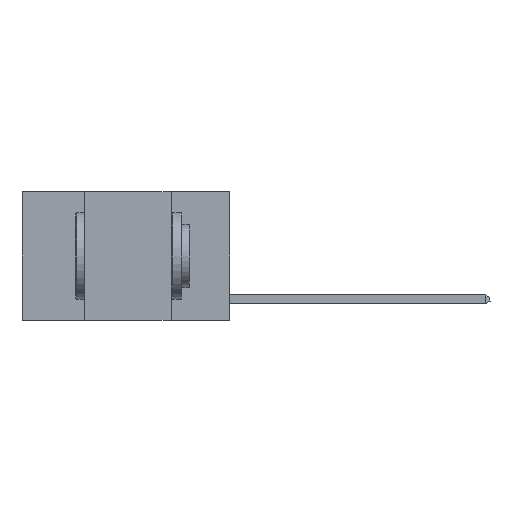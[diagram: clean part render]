
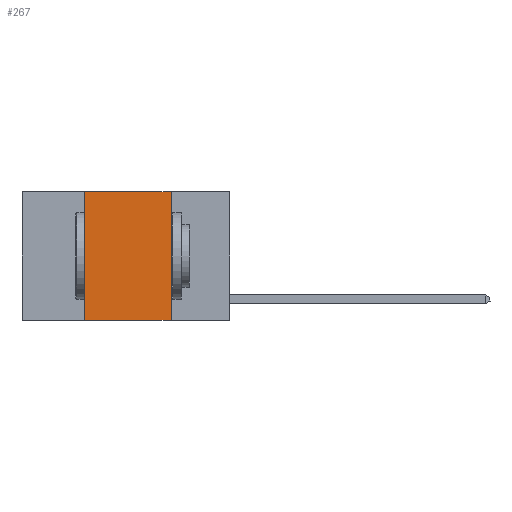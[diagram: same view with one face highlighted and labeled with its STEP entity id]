
A CAD part, left-side view. The second image highlights one B-rep face of the part: STEP entity #267.
In plain terms, the highlighted planar face has unit normal (-1, 0, 0).
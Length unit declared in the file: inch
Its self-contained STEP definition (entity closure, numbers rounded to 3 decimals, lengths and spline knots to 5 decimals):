
#46 = AXIS2_PLACEMENT_3D ( 'NONE', #8346, #10788, #8181 ) ;
#267 = ADVANCED_FACE ( 'NONE', ( #9143 ), #10056, .F. ) ;
#620 = VECTOR ( 'NONE', #2175, 39.37008 ) ;
#799 = EDGE_CURVE ( 'NONE', #5151, #9709, #1483, .T. ) ;
#1483 = LINE ( 'NONE', #11052, #5742 ) ;
#1975 = ORIENTED_EDGE ( 'NONE', *, *, #799, .F. ) ;
#2023 = VERTEX_POINT ( 'NONE', #11233 ) ;
#2175 = DIRECTION ( 'NONE',  ( 0., 0., -1. ) ) ;
#2280 = VECTOR ( 'NONE', #9454, 39.37008 ) ;
#3098 = CARTESIAN_POINT ( 'NONE',  ( 0., 0.17, -0.37 ) ) ;
#3222 = DIRECTION ( 'NONE',  ( 0., 0., 1. ) ) ;
#3955 = EDGE_LOOP ( 'NONE', ( #9915, #8857, #1975, #4035 ) ) ;
#4035 = ORIENTED_EDGE ( 'NONE', *, *, #10052, .T. ) ;
#4066 = LINE ( 'NONE', #10976, #620 ) ;
#4316 = LINE ( 'NONE', #7796, #2280 ) ;
#4330 = EDGE_CURVE ( 'NONE', #2023, #9901, #4066, .T. ) ;
#5146 = LINE ( 'NONE', #6057, #5786 ) ;
#5151 = VERTEX_POINT ( 'NONE', #10894 ) ;
#5742 = VECTOR ( 'NONE', #3222, 39.37008 ) ;
#5786 = VECTOR ( 'NONE', #8647, 39.37008 ) ;
#6057 = CARTESIAN_POINT ( 'NONE',  ( 0., 0.6, -0.37 ) ) ;
#7796 = CARTESIAN_POINT ( 'NONE',  ( 0., 0.6, 0. ) ) ;
#8149 = CARTESIAN_POINT ( 'NONE',  ( 0., 0.42, 0. ) ) ;
#8181 = DIRECTION ( 'NONE',  ( 0., 0., -1. ) ) ;
#8346 = CARTESIAN_POINT ( 'NONE',  ( 0., 0.6, 0. ) ) ;
#8399 = EDGE_CURVE ( 'NONE', #9709, #2023, #4316, .T. ) ;
#8647 = DIRECTION ( 'NONE',  ( 0., -1., 0. ) ) ;
#8857 = ORIENTED_EDGE ( 'NONE', *, *, #8399, .F. ) ;
#9143 = FACE_OUTER_BOUND ( 'NONE', #3955, .T. ) ;
#9454 = DIRECTION ( 'NONE',  ( 0., -1., 0. ) ) ;
#9709 = VERTEX_POINT ( 'NONE', #8149 ) ;
#9901 = VERTEX_POINT ( 'NONE', #3098 ) ;
#9915 = ORIENTED_EDGE ( 'NONE', *, *, #4330, .F. ) ;
#10052 = EDGE_CURVE ( 'NONE', #5151, #9901, #5146, .T. ) ;
#10056 = PLANE ( 'NONE',  #46 ) ;
#10788 = DIRECTION ( 'NONE',  ( 1., 0., 0. ) ) ;
#10894 = CARTESIAN_POINT ( 'NONE',  ( 0., 0.42, -0.37 ) ) ;
#10976 = CARTESIAN_POINT ( 'NONE',  ( 0., 0.17, 0. ) ) ;
#11052 = CARTESIAN_POINT ( 'NONE',  ( 0., 0.42, 0. ) ) ;
#11233 = CARTESIAN_POINT ( 'NONE',  ( 0., 0.17, 0. ) ) ;
